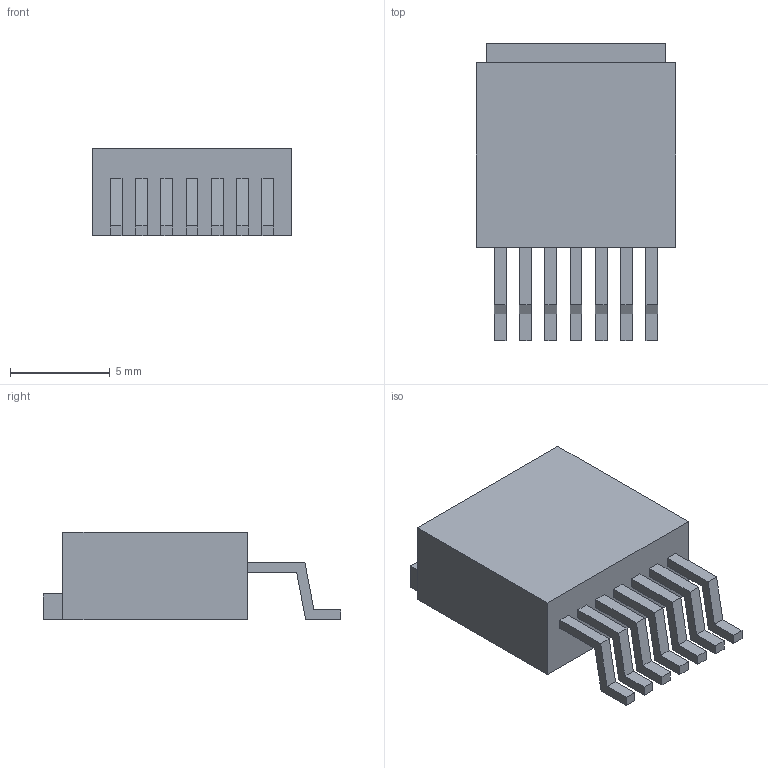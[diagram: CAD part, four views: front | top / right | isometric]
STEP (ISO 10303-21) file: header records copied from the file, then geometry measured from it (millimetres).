
FILE_DESCRIPTION (( 'STEP AP214' ), '1' );
FILE_NAME ('btn8982.STEP', '2021-02-18T14:39:19', ( '' ), ( '' ), 'SwSTEP 2.0', 'SolidWorks 2016', '' );
FILE_SCHEMA (( 'AUTOMOTIVE_DESIGN' ));
Length unit declared in the file: millimetre
Products named in the file (2): btn8982
Bounding box: 10 x 14.95 x 4.4 mm (x, y, z)
Volume: 509.5 mm3; surface area: 636.4 mm2
Topology: 2 solids, 2 shells, 75 faces, 192 edges, 128 vertices
Faces by surface type: plane 75
Entity records: 2350 total; most frequent: CARTESIAN_POINT 397, ORIENTED_EDGE 384, DIRECTION 346, LINE 192, EDGE_CURVE 192, VECTOR 192, VERTEX_POINT 128, EDGE_LOOP 82
